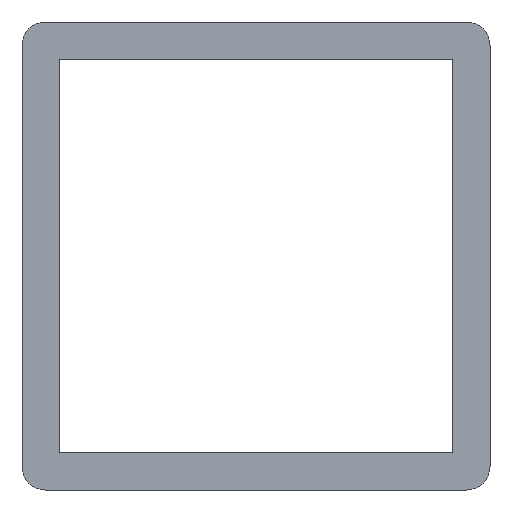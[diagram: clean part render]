
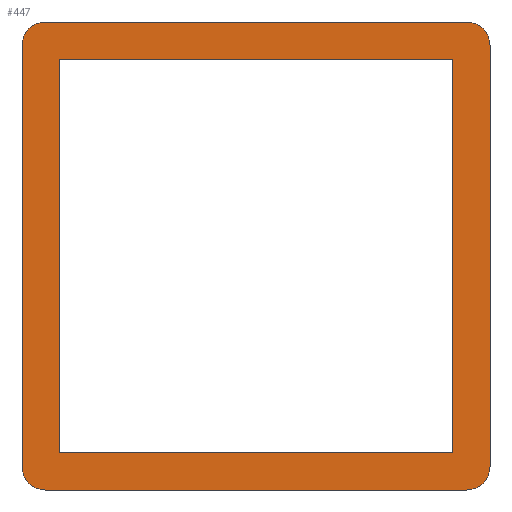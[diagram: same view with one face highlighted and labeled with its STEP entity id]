
A CAD part, front view. The second image highlights one B-rep face of the part: STEP entity #447.
In plain terms, the highlighted planar face has unit normal (0, -1, 0).
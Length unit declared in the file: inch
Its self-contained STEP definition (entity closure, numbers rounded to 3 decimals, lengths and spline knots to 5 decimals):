
#34=CARTESIAN_POINT('',(0.08,-2.5,0.42));
#35=VERTEX_POINT('',#34);
#42=CARTESIAN_POINT('',(0.08,-2.5,-0.42));
#43=VERTEX_POINT('',#42);
#44=CARTESIAN_POINT('',(0.08,-2.5,0.42));
#45=DIRECTION('',(0.,0.,-1.));
#46=VECTOR('',#45,1.);
#47=LINE('',#44,#46);
#48=EDGE_CURVE('',#35,#43,#47,.T.);
#72=CARTESIAN_POINT('',(0.92,-2.5,0.42));
#73=VERTEX_POINT('',#72);
#80=CARTESIAN_POINT('',(0.92,-2.5,0.42));
#81=DIRECTION('',(-1.,0.,0.));
#82=VECTOR('',#81,1.);
#83=LINE('',#80,#82);
#84=EDGE_CURVE('',#73,#35,#83,.T.);
#103=CARTESIAN_POINT('',(0.92,-2.5,-0.42));
#104=VERTEX_POINT('',#103);
#111=CARTESIAN_POINT('',(0.92,-2.5,-0.42));
#112=DIRECTION('',(0.,0.,1.));
#113=VECTOR('',#112,1.);
#114=LINE('',#111,#113);
#115=EDGE_CURVE('',#104,#73,#114,.T.);
#133=CARTESIAN_POINT('',(0.08,-2.5,-0.42));
#134=DIRECTION('',(1.,0.,0.));
#135=VECTOR('',#134,1.);
#136=LINE('',#133,#135);
#137=EDGE_CURVE('',#43,#104,#136,.T.);
#159=CARTESIAN_POINT('',(0.,-2.5,0.45));
#160=VERTEX_POINT('',#159);
#167=CARTESIAN_POINT('',(0.05,-2.5,0.5));
#168=VERTEX_POINT('',#167);
#169=CARTESIAN_POINT('',(0.05,-2.5,0.45));
#170=DIRECTION('',(0.,1.,0.));
#171=DIRECTION('',(-1.,0.,0.));
#172=AXIS2_PLACEMENT_3D('',#169,#170,#171);
#173=CIRCLE('',#172,0.05);
#174=EDGE_CURVE('',#160,#168,#173,.T.);
#198=CARTESIAN_POINT('',(0.,-2.5,-0.45));
#199=VERTEX_POINT('',#198);
#206=CARTESIAN_POINT('',(0.,-2.5,0.45));
#207=DIRECTION('',(0.,0.,1.));
#208=VECTOR('',#207,1.);
#209=LINE('',#206,#208);
#210=EDGE_CURVE('',#199,#160,#209,.T.);
#230=CARTESIAN_POINT('',(0.05,-2.5,-0.5));
#231=VERTEX_POINT('',#230);
#238=CARTESIAN_POINT('',(0.05,-2.5,-0.45));
#239=DIRECTION('',(0.,1.,0.));
#240=DIRECTION('',(0.,0.,-1.));
#241=AXIS2_PLACEMENT_3D('',#238,#239,#240);
#242=CIRCLE('',#241,0.05);
#243=EDGE_CURVE('',#231,#199,#242,.T.);
#262=CARTESIAN_POINT('',(0.95,-2.5,-0.5));
#263=VERTEX_POINT('',#262);
#270=CARTESIAN_POINT('',(0.05,-2.5,-0.5));
#271=DIRECTION('',(-1.,0.,0.));
#272=VECTOR('',#271,1.);
#273=LINE('',#270,#272);
#274=EDGE_CURVE('',#263,#231,#273,.T.);
#294=CARTESIAN_POINT('',(1.,-2.5,-0.45));
#295=VERTEX_POINT('',#294);
#302=CARTESIAN_POINT('',(0.95,-2.5,-0.45));
#303=DIRECTION('',(0.,1.,0.));
#304=DIRECTION('',(0.,0.,1.));
#305=AXIS2_PLACEMENT_3D('',#302,#303,#304);
#306=CIRCLE('',#305,0.05);
#307=EDGE_CURVE('',#295,#263,#306,.T.);
#326=CARTESIAN_POINT('',(1.,-2.5,0.45));
#327=VERTEX_POINT('',#326);
#334=CARTESIAN_POINT('',(1.,-2.5,-0.45));
#335=DIRECTION('',(0.,0.,-1.));
#336=VECTOR('',#335,1.);
#337=LINE('',#334,#336);
#338=EDGE_CURVE('',#327,#295,#337,.T.);
#358=CARTESIAN_POINT('',(0.95,-2.5,0.5));
#359=VERTEX_POINT('',#358);
#366=CARTESIAN_POINT('',(0.95,-2.5,0.45));
#367=DIRECTION('',(0.,1.,0.));
#368=DIRECTION('',(-1.,0.,0.));
#369=AXIS2_PLACEMENT_3D('',#366,#367,#368);
#370=CIRCLE('',#369,0.05);
#371=EDGE_CURVE('',#359,#327,#370,.T.);
#389=CARTESIAN_POINT('',(0.95,-2.5,0.5));
#390=DIRECTION('',(1.,0.,0.));
#391=VECTOR('',#390,1.);
#392=LINE('',#389,#391);
#393=EDGE_CURVE('',#168,#359,#392,.T.);
#426=ORIENTED_EDGE('',*,*,#371,.F.);
#427=ORIENTED_EDGE('',*,*,#393,.F.);
#428=ORIENTED_EDGE('',*,*,#174,.F.);
#429=ORIENTED_EDGE('',*,*,#210,.F.);
#430=ORIENTED_EDGE('',*,*,#243,.F.);
#431=ORIENTED_EDGE('',*,*,#274,.F.);
#432=ORIENTED_EDGE('',*,*,#307,.F.);
#433=ORIENTED_EDGE('',*,*,#338,.F.);
#434=EDGE_LOOP('',(#426,#427,#428,#429,#430,#431,#432,#433));
#435=FACE_OUTER_BOUND('',#434,.T.);
#436=ORIENTED_EDGE('',*,*,#115,.F.);
#437=ORIENTED_EDGE('',*,*,#137,.F.);
#438=ORIENTED_EDGE('',*,*,#48,.F.);
#439=ORIENTED_EDGE('',*,*,#84,.F.);
#440=EDGE_LOOP('',(#436,#437,#438,#439));
#441=FACE_BOUND('',#440,.T.);
#442=CARTESIAN_POINT('',(0.66891,-2.5,0.5));
#443=DIRECTION('',(0.,1.,0.));
#444=DIRECTION('',(-1.,0.,0.));
#445=AXIS2_PLACEMENT_3D('',#442,#443,#444);
#446=PLANE('',#445);
#447=ADVANCED_FACE('',(#435,#441),#446,.F.);
